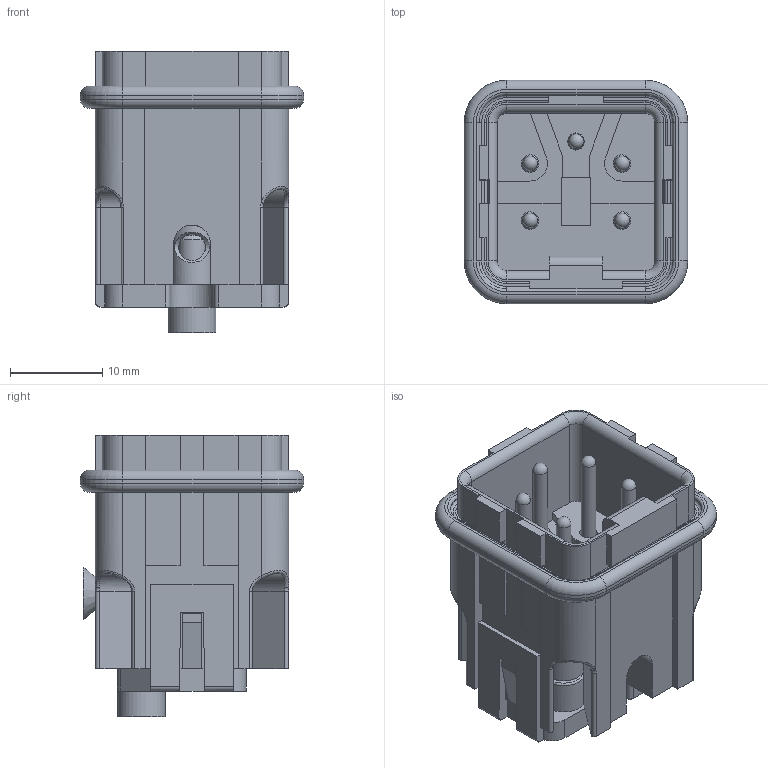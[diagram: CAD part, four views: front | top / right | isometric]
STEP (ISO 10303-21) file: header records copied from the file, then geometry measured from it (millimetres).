
FILE_DESCRIPTION (( 'STEP AP203' ), '1' );
FILE_NAME ('FHA00001-M0044GYE0 HA-004-M.step', '2026-02-09T01:49:10', ( '' ), ( '' ), 'SwSTEP 2.0', 'SolidWorks 2021', '' );
FILE_SCHEMA (( 'CONFIG_CONTROL_DESIGN' ));
Length unit declared in the file: millimetre
Products named in the file (1): FHA00001-M0044GYE0  HA-004-M
Bounding box: 24.3 x 24.3 x 30.6 mm (x, y, z)
Volume: 6125.9 mm3; surface area: 8213.3 mm2
Topology: 1 solids, 4 shells, 788 faces, 2334 edges, 1509 vertices
Faces by surface type: plane 446, cylinder 227, torus 51, cone 30, bspline 29, sphere 5
Full cylindrical faces by diameter (mm): 1.6 x5, 1.85 x1, 1.9 x4, 2 x2, 2.25 x2, 2.5 x2, 2.8 x4, 2.9 x5, 3.1 x2, 3.2 x5, 3.3 x5, 3.5 x4, 4.5 x4, 4.7 x8, 5.2 x1, 5.7 x1
Entity records: 33061 total; most frequent: CARTESIAN_POINT 12776, ORIENTED_EDGE 4226, DIRECTION 4169, EDGE_CURVE 2113, AXIS2_PLACEMENT_3D 1459, VERTEX_POINT 1407, VECTOR 1251, LINE 1251
